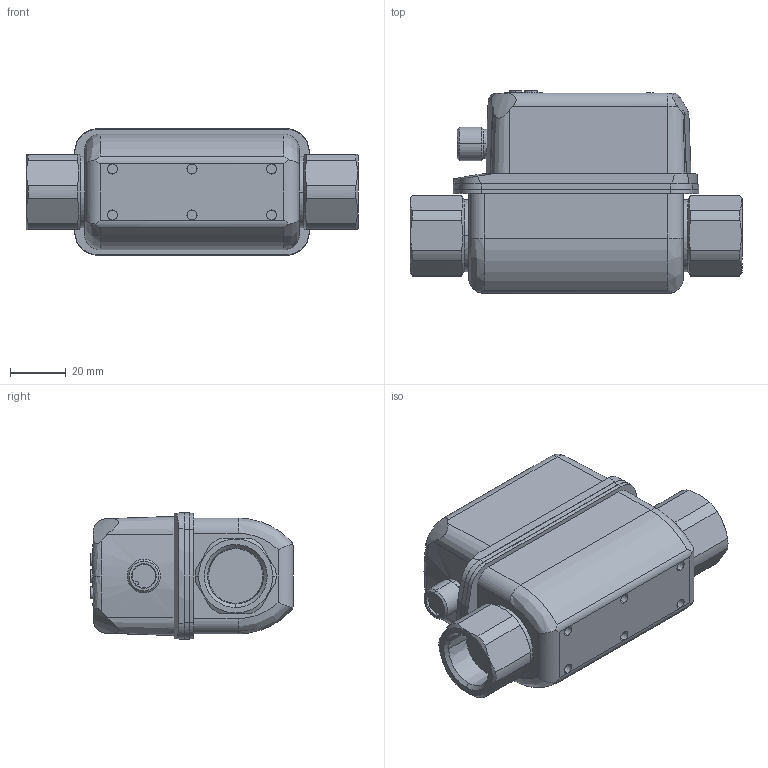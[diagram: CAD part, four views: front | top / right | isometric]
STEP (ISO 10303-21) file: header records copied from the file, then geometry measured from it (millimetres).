
FILE_DESCRIPTION (( 'STEP AP214' ), '1' );
FILE_NAME ('VFS50-5-1001.STEP', '2019-07-29T17:52:40', ( '' ), ( '' ), 'SwSTEP 2.0', 'SolidWorks 2017', '' );
FILE_SCHEMA (( 'AUTOMOTIVE_DESIGN' ));
Length unit declared in the file: millimetre
Products named in the file (1): VFS50-5-1001
Bounding box: 119 x 72.7 x 45.29 mm (x, y, z)
Volume: 234166.1 mm3; surface area: 27598.8 mm2
Topology: 1 solids, 1 shells, 219 faces, 543 edges, 356 vertices
Faces by surface type: plane 84, cylinder 80, cone 38, bspline 13, torus 4
Entity records: 8838 total; most frequent: CARTESIAN_POINT 3727, ORIENTED_EDGE 1086, DIRECTION 1013, EDGE_CURVE 543, AXIS2_PLACEMENT_3D 396, VERTEX_POINT 356, EDGE_LOOP 249, VECTOR 221
